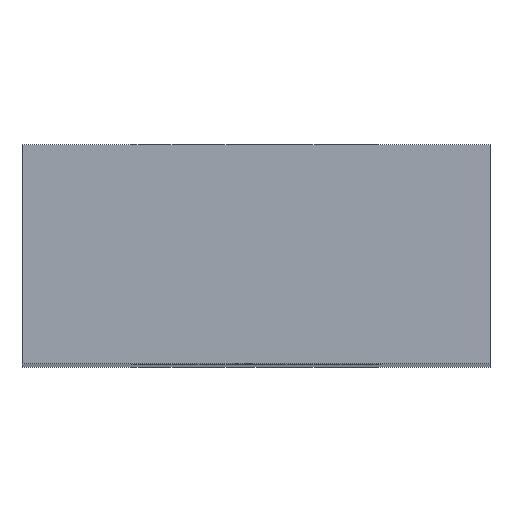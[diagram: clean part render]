
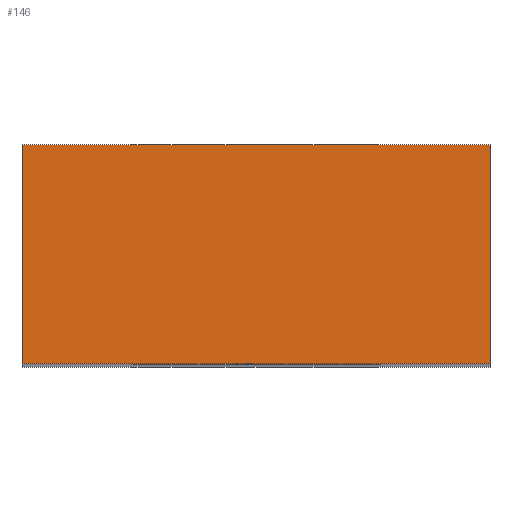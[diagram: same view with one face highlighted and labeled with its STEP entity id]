
A CAD part, top view. The second image highlights one B-rep face of the part: STEP entity #146.
In plain terms, the highlighted planar face has unit normal (0, 0, 1).
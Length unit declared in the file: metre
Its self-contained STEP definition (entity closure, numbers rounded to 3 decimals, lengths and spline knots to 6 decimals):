
#24=LINE('',#231,#36);
#25=LINE('',#234,#37);
#26=LINE('',#236,#38);
#27=LINE('',#238,#39);
#36=VECTOR('',#193,1.);
#37=VECTOR('',#194,1.);
#38=VECTOR('',#195,1.);
#39=VECTOR('',#196,1.);
#45=PLANE('',#169);
#56=ORIENTED_EDGE('',*,*,#88,.T.);
#57=ORIENTED_EDGE('',*,*,#89,.T.);
#58=ORIENTED_EDGE('',*,*,#90,.T.);
#59=ORIENTED_EDGE('',*,*,#91,.T.);
#88=EDGE_CURVE('',#104,#105,#24,.T.);
#89=EDGE_CURVE('',#105,#106,#25,.T.);
#90=EDGE_CURVE('',#106,#107,#26,.T.);
#91=EDGE_CURVE('',#107,#104,#27,.T.);
#104=VERTEX_POINT('',#232);
#105=VERTEX_POINT('',#233);
#106=VERTEX_POINT('',#235);
#107=VERTEX_POINT('',#237);
#117=EDGE_LOOP('',(#56,#57,#58,#59));
#131=FACE_BOUND('',#117,.T.);
#146=ADVANCED_FACE('',(#131),#45,.T.);
#169=AXIS2_PLACEMENT_3D('',#230,#191,#192);
#191=DIRECTION('',(0.,0.,1.));
#192=DIRECTION('',(1.,0.,0.));
#193=DIRECTION('',(-1.,0.,0.));
#194=DIRECTION('',(0.,-1.,0.));
#195=DIRECTION('',(1.,0.,0.));
#196=DIRECTION('',(0.,1.,0.));
#230=CARTESIAN_POINT('',(0.,0.0075,0.0735));
#231=CARTESIAN_POINT('',(0.004,0.009375,0.0735));
#232=CARTESIAN_POINT('',(0.004,0.009375,0.0735));
#233=CARTESIAN_POINT('',(-0.004,0.009375,0.0735));
#234=CARTESIAN_POINT('',(-0.004,0.009375,0.0735));
#235=CARTESIAN_POINT('',(-0.004,0.005625,0.0735));
#236=CARTESIAN_POINT('',(-0.004,0.005625,0.0735));
#237=CARTESIAN_POINT('',(0.004,0.005625,0.0735));
#238=CARTESIAN_POINT('',(0.004,0.005625,0.0735));
